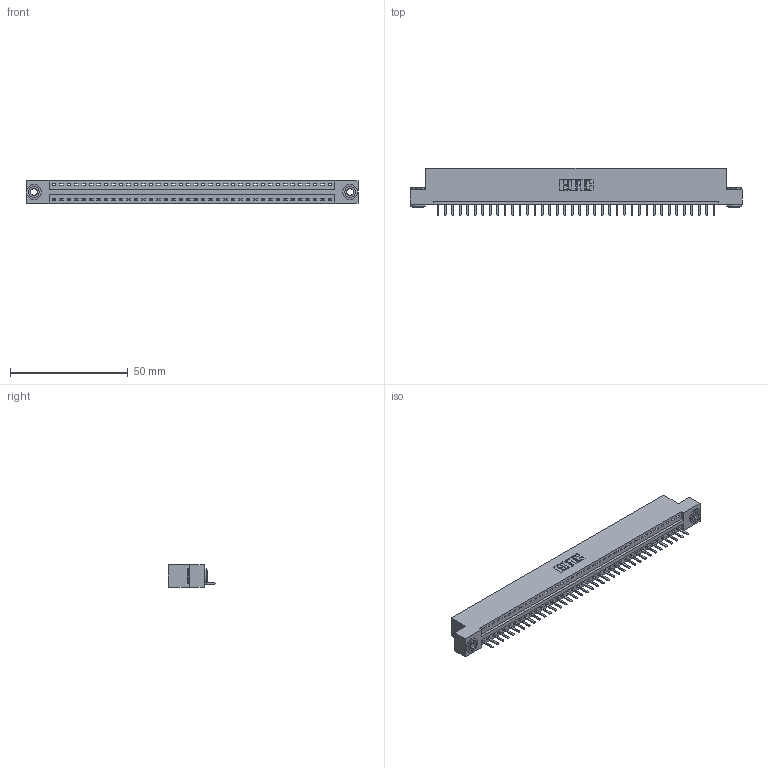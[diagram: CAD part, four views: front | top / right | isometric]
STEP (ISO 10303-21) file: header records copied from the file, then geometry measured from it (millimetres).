
FILE_DESCRIPTION (( 'STEP AP203' ), '1' );
FILE_NAME ('396-038-520-103.STEP', '2018-09-06T06:58:20', ( '' ), ( '' ), 'SwSTEP 2.0', 'SolidWorks 2016', '' );
FILE_SCHEMA (( 'CONFIG_CONTROL_DESIGN' ));
Length unit declared in the file: inch
Products named in the file (4): 396-038-520-103; 346 Part_Flush Mounting Lugs - 0.156 Dia-TH; 345-292-001_345-293-120; 345-250-002_345-250-002-102
Assembly tree (41 placements, depth 2):
  396-038-520-103
    346 Part_Flush Mounting Lugs - 0.156 Dia-TH
    345-292-001_345-293-120  x38
    345-250-002_345-250-002-102  x2
Bounding box: 141.22 x 20.02 x 9.4 mm (x, y, z)
Volume: 13400.8 mm3; surface area: 16560.4 mm2
Topology: 41 solids, 41 shells, 2516 faces, 7397 edges, 4826 vertices
Faces by surface type: plane 1682, cylinder 826, cone 8
Entity records: 24886 total; most frequent: CARTESIAN_POINT 4257, ORIENTED_EDGE 4210, DIRECTION 3779, EDGE_CURVE 2105, LINE 1793, VECTOR 1793, VERTEX_POINT 1398, AXIS2_PLACEMENT_3D 993
